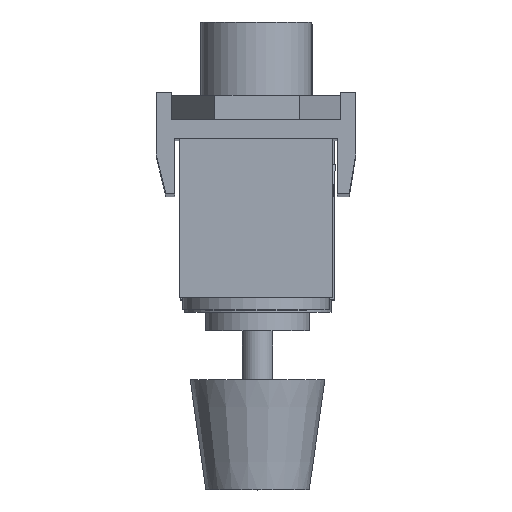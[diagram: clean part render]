
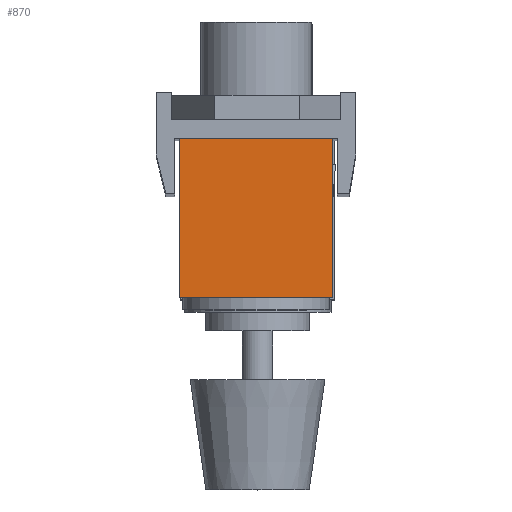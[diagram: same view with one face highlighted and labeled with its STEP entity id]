
A CAD part, top view. The second image highlights one B-rep face of the part: STEP entity #870.
In plain terms, the highlighted face is planar.
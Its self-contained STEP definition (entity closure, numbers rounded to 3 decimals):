
#870 = ADVANCED_FACE( '', ( #1697 ), #1698, .F. );
#1697 = FACE_OUTER_BOUND( '', #2631, .T. );
#1698 = PLANE( '', #2632 );
#2631 = EDGE_LOOP( '', ( #4075, #4076, #4077, #4078 ) );
#2632 = AXIS2_PLACEMENT_3D( '', #4079, #4080, #4081 );
#4075 = ORIENTED_EDGE( '', *, *, #5145, .T. );
#4076 = ORIENTED_EDGE( '', *, *, #5614, .F. );
#4077 = ORIENTED_EDGE( '', *, *, #5571, .F. );
#4078 = ORIENTED_EDGE( '', *, *, #5397, .T. );
#4079 = CARTESIAN_POINT( '', ( 0., 0., 26. ) );
#4080 = DIRECTION( '', ( 0., 1., 0. ) );
#4081 = DIRECTION( '', ( 0., 0., 1. ) );
#5145 = EDGE_CURVE( '', #5907, #5911, #5913, .T. );
#5397 = EDGE_CURVE( '', #6332, #5907, #6333, .T. );
#5571 = EDGE_CURVE( '', #6332, #6592, #6593, .T. );
#5614 = EDGE_CURVE( '', #6592, #5911, #6649, .T. );
#5907 = VERTEX_POINT( '', #7016 );
#5911 = VERTEX_POINT( '', #7022 );
#5913 = LINE( '', #7025, #7026 );
#6332 = VERTEX_POINT( '', #7616 );
#6333 = LINE( '', #7617, #7618 );
#6592 = VERTEX_POINT( '', #7944 );
#6593 = LINE( '', #7945, #7946 );
#6649 = LINE( '', #8013, #8014 );
#7016 = CARTESIAN_POINT( '', ( 0., 0., 0. ) );
#7022 = CARTESIAN_POINT( '', ( 25., 0., 0. ) );
#7025 = CARTESIAN_POINT( '', ( 0., 0., 0. ) );
#7026 = VECTOR( '', #8518, 1000. );
#7616 = CARTESIAN_POINT( '', ( 0., 0., 26. ) );
#7617 = CARTESIAN_POINT( '', ( 0., 0., 26. ) );
#7618 = VECTOR( '', #8882, 1000. );
#7944 = CARTESIAN_POINT( '', ( 25., 0., 26. ) );
#7945 = CARTESIAN_POINT( '', ( 0., 0., 26. ) );
#7946 = VECTOR( '', #9123, 1000. );
#8013 = CARTESIAN_POINT( '', ( 25., 0., 26. ) );
#8014 = VECTOR( '', #9183, 1000. );
#8518 = DIRECTION( '', ( 1., 0., 0. ) );
#8882 = DIRECTION( '', ( 0., 0., -1. ) );
#9123 = DIRECTION( '', ( 1., 0., 0. ) );
#9183 = DIRECTION( '', ( 0., 0., -1. ) );
